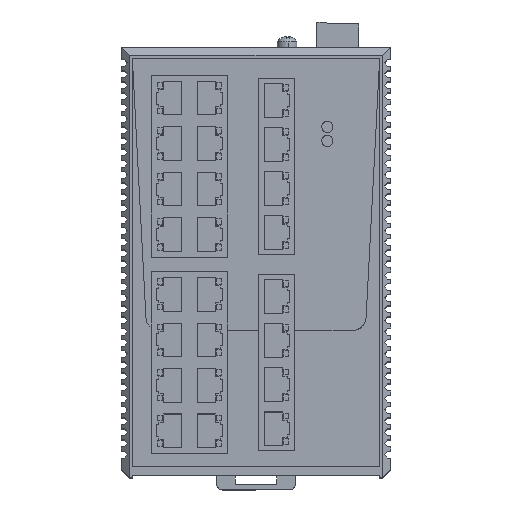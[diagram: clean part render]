
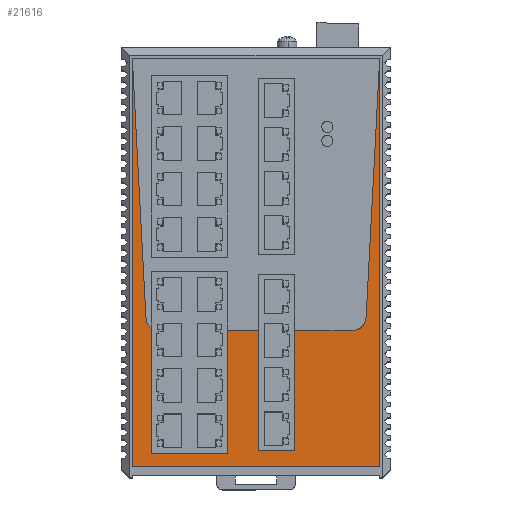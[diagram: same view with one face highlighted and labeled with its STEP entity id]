
A CAD part, top view. The second image highlights one B-rep face of the part: STEP entity #21616.
In plain terms, the highlighted planar face has unit normal (0, 0, 1).
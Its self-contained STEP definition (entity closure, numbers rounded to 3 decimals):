
#21515=AXIS2_PLACEMENT_3D('Plane Axis2P3D',#21512,#21513,#21514) ;
#21526=AXIS2_PLACEMENT_3D('Circle Axis2P3D',#21524,#21525,$) ;
#21589=AXIS2_PLACEMENT_3D('Circle Axis2P3D',#21587,#21588,$) ;
#17561=CARTESIAN_POINT('Vertex',(4.,154.1,118.4)) ;
#17568=CARTESIAN_POINT('Vertex',(4.,8.1,118.4)) ;
#17571=CARTESIAN_POINT('Line Origine',(4.,81.1,118.4)) ;
#17588=CARTESIAN_POINT('Vertex',(92.4,154.1,118.4)) ;
#17625=CARTESIAN_POINT('Line Origine',(92.4,81.1,118.4)) ;
#17629=CARTESIAN_POINT('Vertex',(92.4,8.1,118.4)) ;
#17650=CARTESIAN_POINT('Line Origine',(48.2,8.1,118.4)) ;
#21512=CARTESIAN_POINT('Axis2P3D Location',(48.2,81.1,118.4)) ;
#21517=CARTESIAN_POINT('Line Origine',(89.974,107.802,118.4)) ;
#21521=CARTESIAN_POINT('Vertex',(87.547,61.505,118.4)) ;
#21524=CARTESIAN_POINT('Axis2P3D Location',(82.554,61.767,118.4)) ;
#21528=CARTESIAN_POINT('Vertex',(82.554,56.767,118.4)) ;
#21531=CARTESIAN_POINT('Line Origine',(72.302,56.767,118.4)) ;
#21535=CARTESIAN_POINT('Vertex',(62.05,56.767,118.4)) ;
#21538=CARTESIAN_POINT('Line Origine',(62.05,35.296,118.4)) ;
#21542=CARTESIAN_POINT('Vertex',(62.05,13.825,118.4)) ;
#21545=CARTESIAN_POINT('Line Origine',(55.6,13.825,118.4)) ;
#21549=CARTESIAN_POINT('Vertex',(49.15,13.825,118.4)) ;
#21552=CARTESIAN_POINT('Line Origine',(49.15,35.296,118.4)) ;
#21556=CARTESIAN_POINT('Vertex',(49.15,56.767,118.4)) ;
#21559=CARTESIAN_POINT('Line Origine',(43.6,56.767,118.4)) ;
#21563=CARTESIAN_POINT('Vertex',(38.05,56.767,118.4)) ;
#21566=CARTESIAN_POINT('Line Origine',(38.05,34.858,118.4)) ;
#21570=CARTESIAN_POINT('Vertex',(38.05,12.95,118.4)) ;
#21573=CARTESIAN_POINT('Line Origine',(24.425,12.95,118.4)) ;
#21577=CARTESIAN_POINT('Vertex',(10.8,12.95,118.4)) ;
#21580=CARTESIAN_POINT('Line Origine',(10.8,35.376,118.4)) ;
#21584=CARTESIAN_POINT('Vertex',(10.8,57.801,118.4)) ;
#21587=CARTESIAN_POINT('Axis2P3D Location',(13.846,61.767,118.4)) ;
#21591=CARTESIAN_POINT('Vertex',(8.853,61.505,118.4)) ;
#21594=CARTESIAN_POINT('Line Origine',(6.426,107.802,118.4)) ;
#17572=DIRECTION('Vector Direction',(0.,-1.,0.)) ;
#17626=DIRECTION('Vector Direction',(0.,-1.,0.)) ;
#17651=DIRECTION('Vector Direction',(-1.,0.,0.)) ;
#21513=DIRECTION('Axis2P3D Direction',(0.,0.,1.)) ;
#21514=DIRECTION('Axis2P3D XDirection',(1.,0.,0.)) ;
#21518=DIRECTION('Vector Direction',(0.052,0.999,0.)) ;
#21525=DIRECTION('Axis2P3D Direction',(0.,0.,1.)) ;
#21532=DIRECTION('Vector Direction',(-1.,0.,0.)) ;
#21539=DIRECTION('Vector Direction',(0.,1.,0.)) ;
#21546=DIRECTION('Vector Direction',(-1.,0.,0.)) ;
#21553=DIRECTION('Vector Direction',(0.,1.,0.)) ;
#21560=DIRECTION('Vector Direction',(-1.,0.,0.)) ;
#21567=DIRECTION('Vector Direction',(0.,1.,0.)) ;
#21574=DIRECTION('Vector Direction',(-1.,0.,0.)) ;
#21581=DIRECTION('Vector Direction',(0.,-1.,0.)) ;
#21588=DIRECTION('Axis2P3D Direction',(0.,0.,1.)) ;
#21595=DIRECTION('Vector Direction',(-0.052,0.999,0.)) ;
#17573=VECTOR('Line Direction',#17572,1.) ;
#17627=VECTOR('Line Direction',#17626,1.) ;
#17652=VECTOR('Line Direction',#17651,1.) ;
#21519=VECTOR('Line Direction',#21518,1.) ;
#21533=VECTOR('Line Direction',#21532,1.) ;
#21540=VECTOR('Line Direction',#21539,1.) ;
#21547=VECTOR('Line Direction',#21546,1.) ;
#21554=VECTOR('Line Direction',#21553,1.) ;
#21561=VECTOR('Line Direction',#21560,1.) ;
#21568=VECTOR('Line Direction',#21567,1.) ;
#21575=VECTOR('Line Direction',#21574,1.) ;
#21582=VECTOR('Line Direction',#21581,1.) ;
#21596=VECTOR('Line Direction',#21595,1.) ;
#21600=ORIENTED_EDGE('',*,*,#17575,.T.) ;
#21601=ORIENTED_EDGE('',*,*,#17654,.F.) ;
#21602=ORIENTED_EDGE('',*,*,#17631,.F.) ;
#21603=ORIENTED_EDGE('',*,*,#21523,.F.) ;
#21604=ORIENTED_EDGE('',*,*,#21530,.F.) ;
#21605=ORIENTED_EDGE('',*,*,#21537,.F.) ;
#21606=ORIENTED_EDGE('',*,*,#21544,.F.) ;
#21607=ORIENTED_EDGE('',*,*,#21551,.T.) ;
#21608=ORIENTED_EDGE('',*,*,#21558,.T.) ;
#21609=ORIENTED_EDGE('',*,*,#21565,.F.) ;
#21610=ORIENTED_EDGE('',*,*,#21572,.F.) ;
#21611=ORIENTED_EDGE('',*,*,#21579,.T.) ;
#21612=ORIENTED_EDGE('',*,*,#21586,.F.) ;
#21613=ORIENTED_EDGE('',*,*,#21593,.F.) ;
#21614=ORIENTED_EDGE('',*,*,#21598,.F.) ;
#21616=ADVANCED_FACE('SWITCH',(#21615),#21516,.T.) ;
#21527=CIRCLE('generated circle',#21526,5.) ;
#21590=CIRCLE('generated circle',#21589,5.) ;
#17575=EDGE_CURVE('',#17562,#17569,#17574,.T.) ;
#17631=EDGE_CURVE('',#17589,#17630,#17628,.T.) ;
#17654=EDGE_CURVE('',#17630,#17569,#17653,.T.) ;
#21523=EDGE_CURVE('',#21522,#17589,#21520,.T.) ;
#21530=EDGE_CURVE('',#21529,#21522,#21527,.T.) ;
#21537=EDGE_CURVE('',#21536,#21529,#21534,.F.) ;
#21544=EDGE_CURVE('',#21543,#21536,#21541,.T.) ;
#21551=EDGE_CURVE('',#21543,#21550,#21548,.T.) ;
#21558=EDGE_CURVE('',#21550,#21557,#21555,.T.) ;
#21565=EDGE_CURVE('',#21564,#21557,#21562,.F.) ;
#21572=EDGE_CURVE('',#21571,#21564,#21569,.T.) ;
#21579=EDGE_CURVE('',#21571,#21578,#21576,.T.) ;
#21586=EDGE_CURVE('',#21585,#21578,#21583,.T.) ;
#21593=EDGE_CURVE('',#21592,#21585,#21590,.T.) ;
#21598=EDGE_CURVE('',#17562,#21592,#21597,.F.) ;
#21599=EDGE_LOOP('',(#21600,#21601,#21602,#21603,#21604,#21605,#21606,#21607,#21608,#21609,#21610,#21611,#21612,#21613,#21614)) ;
#21615=FACE_OUTER_BOUND('',#21599,.T.) ;
#17574=LINE('Line',#17571,#17573) ;
#17628=LINE('Line',#17625,#17627) ;
#17653=LINE('Line',#17650,#17652) ;
#21520=LINE('Line',#21517,#21519) ;
#21534=LINE('Line',#21531,#21533) ;
#21541=LINE('Line',#21538,#21540) ;
#21548=LINE('Line',#21545,#21547) ;
#21555=LINE('Line',#21552,#21554) ;
#21562=LINE('Line',#21559,#21561) ;
#21569=LINE('Line',#21566,#21568) ;
#21576=LINE('Line',#21573,#21575) ;
#21583=LINE('Line',#21580,#21582) ;
#21597=LINE('Line',#21594,#21596) ;
#21516=PLANE('',#21515) ;
#17562=VERTEX_POINT('',#17561) ;
#17569=VERTEX_POINT('',#17568) ;
#17589=VERTEX_POINT('',#17588) ;
#17630=VERTEX_POINT('',#17629) ;
#21522=VERTEX_POINT('',#21521) ;
#21529=VERTEX_POINT('',#21528) ;
#21536=VERTEX_POINT('',#21535) ;
#21543=VERTEX_POINT('',#21542) ;
#21550=VERTEX_POINT('',#21549) ;
#21557=VERTEX_POINT('',#21556) ;
#21564=VERTEX_POINT('',#21563) ;
#21571=VERTEX_POINT('',#21570) ;
#21578=VERTEX_POINT('',#21577) ;
#21585=VERTEX_POINT('',#21584) ;
#21592=VERTEX_POINT('',#21591) ;
